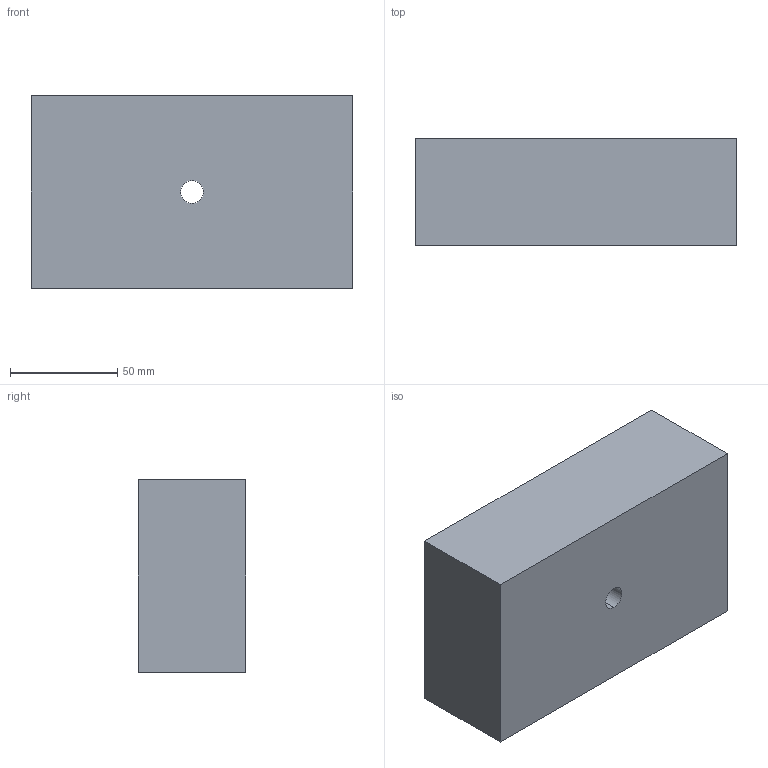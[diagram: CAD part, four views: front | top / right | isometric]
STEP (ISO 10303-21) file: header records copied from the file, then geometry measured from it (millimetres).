
FILE_DESCRIPTION (( 'STEP AP214' ), '1' );
FILE_NAME ('threads.STEP', '2021-05-13T17:03:32', ( '' ), ( '' ), 'SwSTEP 2.0', 'SolidWorks 2019', '' );
FILE_SCHEMA (( 'AUTOMOTIVE_DESIGN' ));
Length unit declared in the file: millimetre
Products named in the file (1): threads
Bounding box: 150 x 50 x 90 mm (x, y, z)
Volume: 654400.3 mm3; surface area: 59042.7 mm2
Topology: 1 solids, 1 shells, 64 faces, 144 edges, 84 vertices
Faces by surface type: cylinder 28, plane 28, torus 8
Entity records: 1792 total; most frequent: DIRECTION 328, CARTESIAN_POINT 293, ORIENTED_EDGE 288, EDGE_CURVE 144, AXIS2_PLACEMENT_3D 119, LINE 90, VECTOR 90, VERTEX_POINT 84
